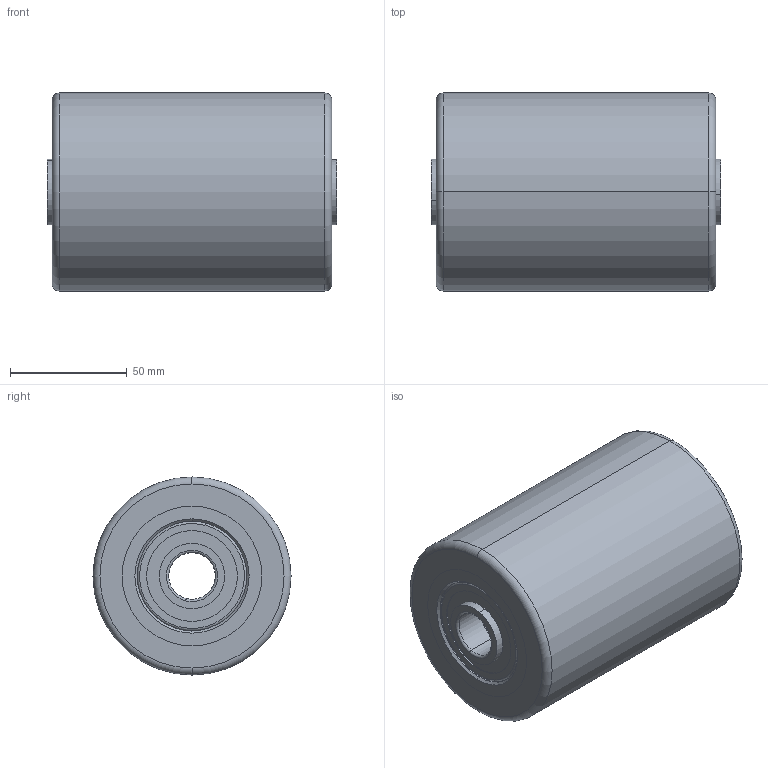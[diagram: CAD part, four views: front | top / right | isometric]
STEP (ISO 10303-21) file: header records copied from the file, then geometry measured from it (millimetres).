
FILE_DESCRIPTION (( 'STEP AP214' ), '1' );
FILE_NAME ('0012421_PUHS-085-120-K20-EL124.STEP', '2016-04-08T09:57:40', ( '' ), ( '' ), 'SwSTEP 2.0', 'SolidWorks 2016', '' );
FILE_SCHEMA (( 'AUTOMOTIVE_DESIGN' ));
Length unit declared in the file: millimetre
Products named in the file (2): 0012421_PUHS-085-120-K20-EL124
Bounding box: 124 x 85 x 85 mm (x, y, z)
Volume: 536353.5 mm3; surface area: 129025.2 mm2
Topology: 14 solids, 14 shells, 138 faces, 276 edges, 164 vertices
Faces by surface type: cylinder 60, torus 40, plane 26, cone 12
Entity records: 5364 total; most frequent: DIRECTION 760, CARTESIAN_POINT 580, ORIENTED_EDGE 552, AXIS2_PLACEMENT_3D 344, EDGE_CURVE 276, CIRCLE 204, VERTEX_POINT 164, EDGE_LOOP 164
